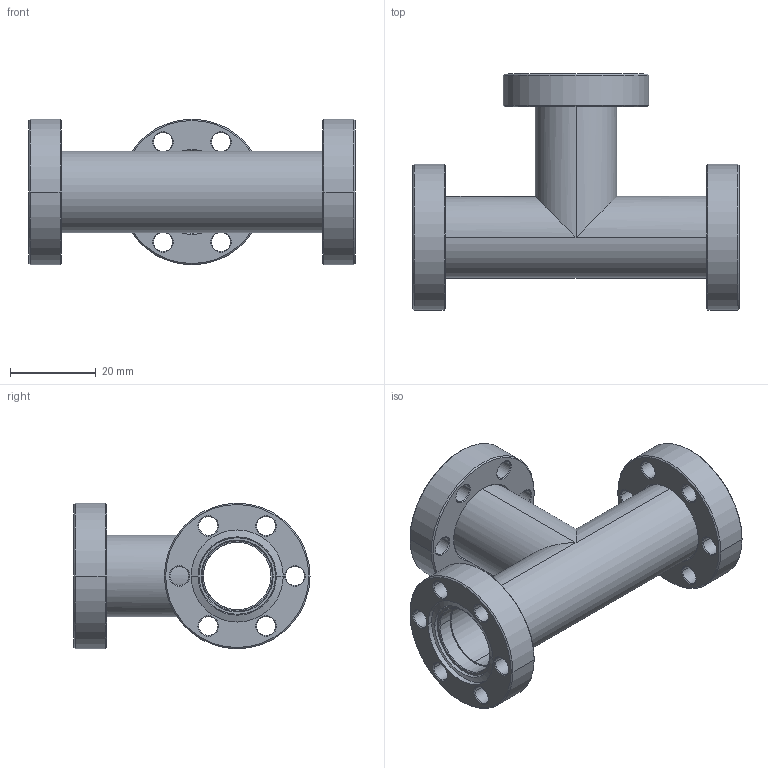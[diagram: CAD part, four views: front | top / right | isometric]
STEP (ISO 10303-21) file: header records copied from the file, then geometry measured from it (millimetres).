
FILE_DESCRIPTION (( 'STEP AP214' ), '1' );
FILE_NAME ('Hositrad_FT16-19.STEP', '2016-05-27T13:48:40', ( '' ), ( '' ), 'SwSTEP 2.0', 'SolidWorks 2016', '' );
FILE_SCHEMA (( 'AUTOMOTIVE_DESIGN' ));
Length unit declared in the file: millimetre
Products named in the file (3): Tee-Equal; Hositrad_FT16-19; NW16CF-weld_CF16-19
Assembly tree (4 placements, depth 2):
  Hositrad_FT16-19
    Tee-Equal
    NW16CF-weld_CF16-19  x3
Bounding box: 76.2 x 55.1 x 34 mm (x, y, z)
Volume: 20659.1 mm3; surface area: 19131.5 mm2
Topology: 4 solids, 4 shells, 195 faces, 430 edges, 244 vertices
Faces by surface type: cone 108, cylinder 70, plane 15, bspline 2
Entity records: 2352 total; most frequent: CARTESIAN_POINT 532, DIRECTION 404, ORIENTED_EDGE 324, AXIS2_PLACEMENT_3D 168, EDGE_CURVE 162, EDGE_LOOP 94, VERTEX_POINT 92, CIRCLE 88
